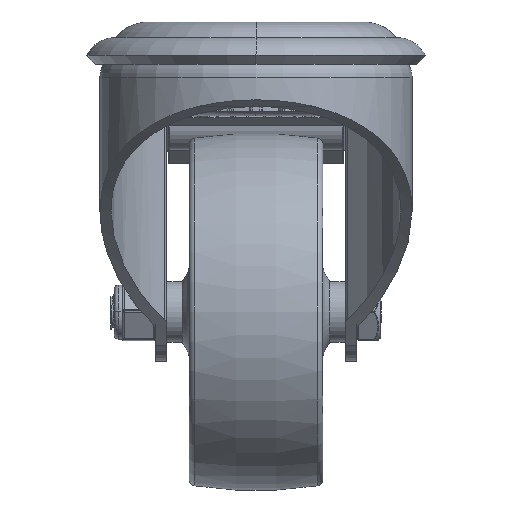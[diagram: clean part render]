
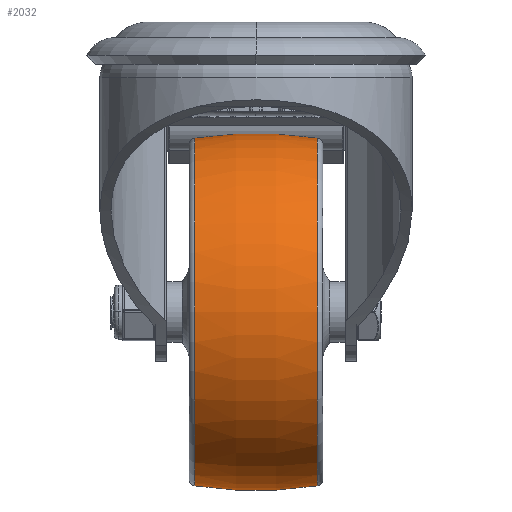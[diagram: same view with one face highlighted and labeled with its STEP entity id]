
A CAD part, left-side view. The second image highlights one B-rep face of the part: STEP entity #2032.
In plain terms, the highlighted toroidal (fillet/blend) face has major radius 50.625 mm and minor radius 90.625 mm.
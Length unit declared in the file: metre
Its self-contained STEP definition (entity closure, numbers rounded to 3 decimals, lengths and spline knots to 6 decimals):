
#2032=ADVANCED_FACE('',(#3627),#3628,.T.);
#3627=FACE_OUTER_BOUND('',#6319,.T.);
#3628=TOROIDAL_SURFACE('',#6320,-0.050625,0.090625);
#6319=EDGE_LOOP('',(#16579,#16580,#16581,#16582));
#6320=AXIS2_PLACEMENT_3D('',#16583,#16584,#16585);
#16579=ORIENTED_EDGE('',*,*,#22165,.T.);
#16580=ORIENTED_EDGE('',*,*,#22173,.F.);
#16581=ORIENTED_EDGE('',*,*,#22167,.T.);
#16582=ORIENTED_EDGE('',*,*,#22171,.T.);
#16583=CARTESIAN_POINT('',(0.,0.,0.0));
#16584=DIRECTION('',(0.0,1.0,0.0));
#16585=DIRECTION('',(0.0,0.0,1.0));
#22165=EDGE_CURVE('',#25725,#25717,#25726,.T.);
#22167=EDGE_CURVE('',#25720,#25727,#25729,.T.);
#22171=EDGE_CURVE('',#25727,#25725,#25735,.T.);
#22173=EDGE_CURVE('',#25720,#25717,#25737,.T.);
#25717=VERTEX_POINT('',#31564);
#25720=VERTEX_POINT('',#31567);
#25725=VERTEX_POINT('',#31572);
#25726=CIRCLE('',#31573,0.090625);
#25727=VERTEX_POINT('',#31574);
#25729=CIRCLE('',#31576,0.090625);
#25735=CIRCLE('',#31582,0.038954);
#25737=CIRCLE('',#31584,0.038954);
#31564=CARTESIAN_POINT('',(0.0,0.013727,0.038954));
#31567=CARTESIAN_POINT('',(0.,0.013727,-0.038954));
#31572=CARTESIAN_POINT('',(0.0,-0.013727,0.038954));
#31573=AXIS2_PLACEMENT_3D('',#39737,#39738,#39739);
#31574=CARTESIAN_POINT('',(0.,-0.013727,-0.038954));
#31576=AXIS2_PLACEMENT_3D('',#39743,#39744,#39745);
#31582=AXIS2_PLACEMENT_3D('',#39755,#39756,#39757);
#31584=AXIS2_PLACEMENT_3D('',#39761,#39762,#39763);
#39737=CARTESIAN_POINT('',(0.,0.,-0.050625));
#39738=DIRECTION('',(-1.0,0.0,0.));
#39739=DIRECTION('',(0.,-0.0,1.0));
#39743=CARTESIAN_POINT('',(0.,0.,0.050625));
#39744=DIRECTION('',(-1.0,0.0,0.));
#39745=DIRECTION('',(0.,0.0,-1.0));
#39755=CARTESIAN_POINT('',(0.,-0.013727,0.0));
#39756=DIRECTION('',(0.0,1.0,0.0));
#39757=DIRECTION('',(0.,0.0,1.0));
#39761=CARTESIAN_POINT('',(0.,0.013727,0.0));
#39762=DIRECTION('',(0.0,1.0,0.0));
#39763=DIRECTION('',(0.,0.0,1.0));
